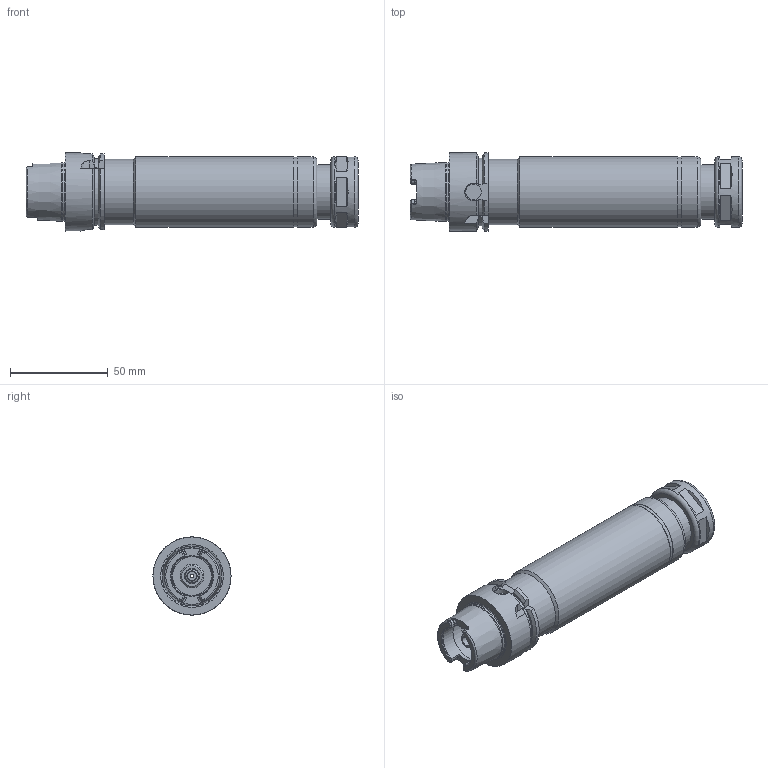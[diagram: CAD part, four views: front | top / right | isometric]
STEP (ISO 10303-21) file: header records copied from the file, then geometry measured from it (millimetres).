
FILE_DESCRIPTION((''),'2;1');
FILE_NAME('536013116150-3D.stp','2020-01-07T13:33:40',('nttooll'),(''),'Autodesk Inventor 2012','Autodesk Inventor 2012','');
FILE_SCHEMA(('AUTOMOTIVE_DESIGN { 1 0 10303 214 1 1 1 1 }'));
Length unit declared in the file: millimetre
Products named in the file (1): 536013116150-3D
Bounding box: 170 x 40 x 40 mm (x, y, z)
Volume: 123320.6 mm3; surface area: 33917.1 mm2
Topology: 1 solids, 1 shells, 190 faces, 421 edges, 261 vertices
Faces by surface type: plane 84, cylinder 54, cone 32, torus 20
Full cylindrical faces by diameter (mm): 2 x1, 4.5 x1, 5 x2, 5.103 x1, 6.5 x1, 7.5 x1, 8 x2, 12 x1, 12.8 x1, 13.319 x1, 15.8 x1, 15.9 x1, 17 x2, 17.5 x1, 20 x1, 21 x1, 21.8 x1, 22.1 x1, 24.5 x1, 25.5 x1, 28 x2, 29.8 x1, 33.5 x1, 35.6 x1, 36 x2, 36.3 x1, 40 x1
Entity records: 5059 total; most frequent: CARTESIAN_POINT 1056, DIRECTION 869, ORIENTED_EDGE 710, AXIS2_PLACEMENT_3D 367, EDGE_CURVE 355, EDGE_LOOP 281, VERTEX_POINT 256, FACE_OUTER_BOUND 190
